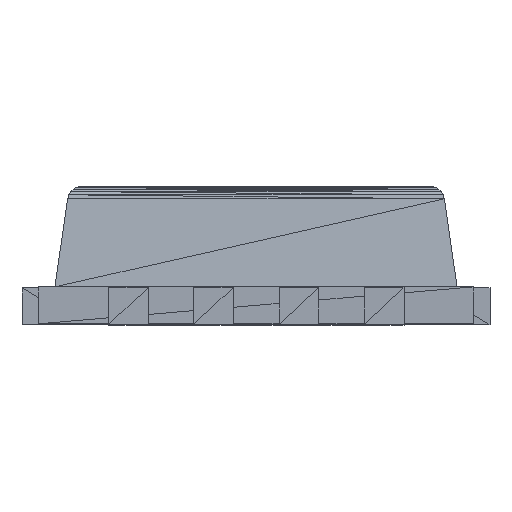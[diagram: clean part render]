
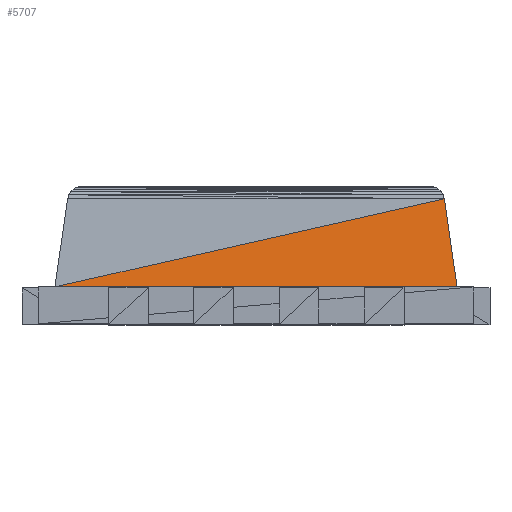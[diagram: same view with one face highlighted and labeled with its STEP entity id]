
A CAD part, top view. The second image highlights one B-rep face of the part: STEP entity #5707.
In plain terms, the highlighted planar face has unit normal (0, 0.143, 0.99).
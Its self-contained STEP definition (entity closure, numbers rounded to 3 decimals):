
#5377 = VERTEX_POINT('',#5378);
#5378 = CARTESIAN_POINT('',(1.525,0.14,1.525
    ));
#5418 = PLANE('',#5419);
#5419 = AXIS2_PLACEMENT_3D('',#5420,#5421,#5422);
#5420 = CARTESIAN_POINT('',(1.525,0.14,1.525
    ));
#5421 = DIRECTION('',(0.,-1.,0.));
#5422 = DIRECTION('',(0.,0.,-1.));
#5433 = EDGE_CURVE('',#5377,#5434,#5436,.T.);
#5434 = VERTEX_POINT('',#5435);
#5435 = CARTESIAN_POINT('',(-1.525,0.14,
    1.525));
#5436 = SURFACE_CURVE('',#5437,(#5441,#5448),.PCURVE_S1.);
#5437 = LINE('',#5438,#5439);
#5438 = CARTESIAN_POINT('',(1.525,0.14,1.525
    ));
#5439 = VECTOR('',#5440,1.);
#5440 = DIRECTION('',(-1.,0.,0.));
#5441 = PCURVE('',#5418,#5442);
#5442 = DEFINITIONAL_REPRESENTATION('',(#5443),#5447);
#5443 = LINE('',#5444,#5445);
#5444 = CARTESIAN_POINT('',(0.,0.));
#5445 = VECTOR('',#5446,1.);
#5446 = DIRECTION('',(0.,-1.));
#5447 = ( GEOMETRIC_REPRESENTATION_CONTEXT(2) 
PARAMETRIC_REPRESENTATION_CONTEXT() REPRESENTATION_CONTEXT('2D SPACE',''
  ) );
#5448 = PCURVE('',#5449,#5454);
#5449 = PLANE('',#5450);
#5450 = AXIS2_PLACEMENT_3D('',#5451,#5452,#5453);
#5451 = CARTESIAN_POINT('',(0.127,0.324,1.498
    ));
#5452 = DIRECTION('',(0.,0.143,0.99));
#5453 = DIRECTION('',(0.,0.99,-0.143));
#5454 = DEFINITIONAL_REPRESENTATION('',(#5455),#5459);
#5455 = LINE('',#5456,#5457);
#5456 = CARTESIAN_POINT('',(-0.185,-1.398));
#5457 = VECTOR('',#5458,1.);
#5458 = DIRECTION('',(0.,1.));
#5459 = ( GEOMETRIC_REPRESENTATION_CONTEXT(2) 
PARAMETRIC_REPRESENTATION_CONTEXT() REPRESENTATION_CONTEXT('2D SPACE',''
  ) );
#5707 = ADVANCED_FACE('',(#5708),#5449,.T.);
#5708 = FACE_BOUND('',#5709,.T.);
#5709 = EDGE_LOOP('',(#5710,#5711,#5739));
#5710 = ORIENTED_EDGE('',*,*,#5433,.F.);
#5711 = ORIENTED_EDGE('',*,*,#5712,.T.);
#5712 = EDGE_CURVE('',#5377,#5713,#5715,.T.);
#5713 = VERTEX_POINT('',#5714);
#5714 = CARTESIAN_POINT('',(1.428,0.809,1.428
    ));
#5715 = SURFACE_CURVE('',#5716,(#5720,#5727),.PCURVE_S1.);
#5716 = LINE('',#5717,#5718);
#5717 = CARTESIAN_POINT('',(1.525,0.14,1.525
    ));
#5718 = VECTOR('',#5719,1.);
#5719 = DIRECTION('',(-0.141,0.98,-0.141));
#5720 = PCURVE('',#5449,#5721);
#5721 = DEFINITIONAL_REPRESENTATION('',(#5722),#5726);
#5722 = LINE('',#5723,#5724);
#5723 = CARTESIAN_POINT('',(-0.185,-1.398));
#5724 = VECTOR('',#5725,1.);
#5725 = DIRECTION('',(0.99,0.141));
#5726 = ( GEOMETRIC_REPRESENTATION_CONTEXT(2) 
PARAMETRIC_REPRESENTATION_CONTEXT() REPRESENTATION_CONTEXT('2D SPACE',''
  ) );
#5727 = PCURVE('',#5728,#5733);
#5728 = PLANE('',#5729);
#5729 = AXIS2_PLACEMENT_3D('',#5730,#5731,#5732);
#5730 = CARTESIAN_POINT('',(1.456,0.62,0.176
    ));
#5731 = DIRECTION('',(-0.99,-0.143,
    0.));
#5732 = DIRECTION('',(0.143,-0.99,
    0.));
#5733 = DEFINITIONAL_REPRESENTATION('',(#5734),#5738);
#5734 = LINE('',#5735,#5736);
#5735 = CARTESIAN_POINT('',(0.485,1.349));
#5736 = VECTOR('',#5737,1.);
#5737 = DIRECTION('',(-0.99,-0.141));
#5738 = ( GEOMETRIC_REPRESENTATION_CONTEXT(2) 
PARAMETRIC_REPRESENTATION_CONTEXT() REPRESENTATION_CONTEXT('2D SPACE',''
  ) );
#5739 = ORIENTED_EDGE('',*,*,#5740,.T.);
#5740 = EDGE_CURVE('',#5713,#5434,#5741,.T.);
#5741 = SURFACE_CURVE('',#5742,(#5746,#5753),.PCURVE_S1.);
#5742 = LINE('',#5743,#5744);
#5743 = CARTESIAN_POINT('',(1.428,0.809,1.428
    ));
#5744 = VECTOR('',#5745,1.);
#5745 = DIRECTION('',(-0.975,-0.221,
    0.032));
#5746 = PCURVE('',#5449,#5747);
#5747 = DEFINITIONAL_REPRESENTATION('',(#5748),#5752);
#5748 = LINE('',#5749,#5750);
#5749 = CARTESIAN_POINT('',(0.49,-1.301));
#5750 = VECTOR('',#5751,1.);
#5751 = DIRECTION('',(-0.223,0.975));
#5752 = ( GEOMETRIC_REPRESENTATION_CONTEXT(2) 
PARAMETRIC_REPRESENTATION_CONTEXT() REPRESENTATION_CONTEXT('2D SPACE',''
  ) );
#5753 = PCURVE('',#5754,#5759);
#5754 = PLANE('',#5755);
#5755 = AXIS2_PLACEMENT_3D('',#5756,#5757,#5758);
#5756 = CARTESIAN_POINT('',(-0.176,0.62,1.456
    ));
#5757 = DIRECTION('',(0.,-0.143,
    -0.99));
#5758 = DIRECTION('',(0.,-0.99,
    0.143));
#5759 = DEFINITIONAL_REPRESENTATION('',(#5760),#5764);
#5760 = LINE('',#5761,#5762);
#5761 = CARTESIAN_POINT('',(-0.191,-1.604));
#5762 = VECTOR('',#5763,1.);
#5763 = DIRECTION('',(0.223,0.975));
#5764 = ( GEOMETRIC_REPRESENTATION_CONTEXT(2) 
PARAMETRIC_REPRESENTATION_CONTEXT() REPRESENTATION_CONTEXT('2D SPACE',''
  ) );
